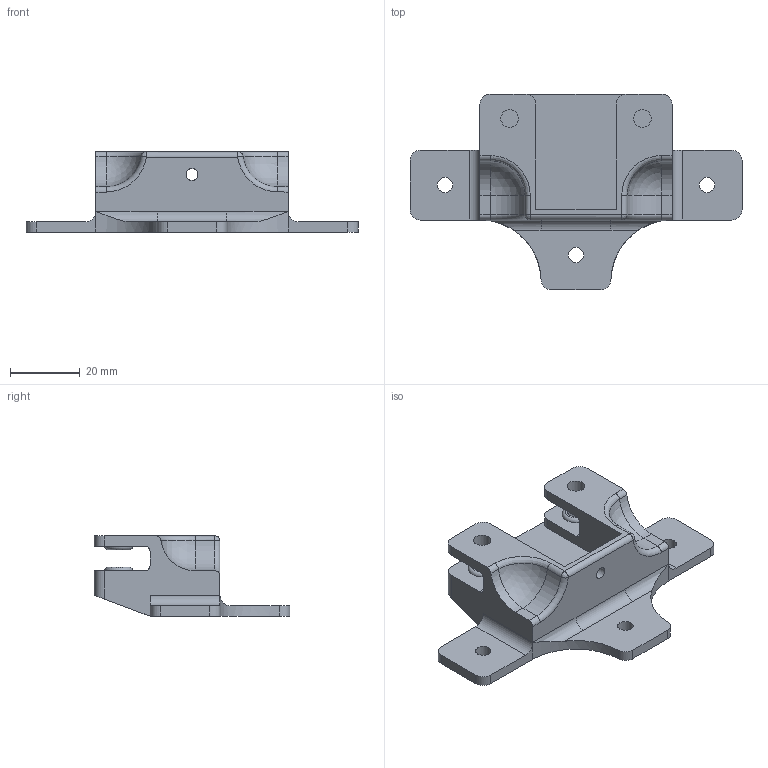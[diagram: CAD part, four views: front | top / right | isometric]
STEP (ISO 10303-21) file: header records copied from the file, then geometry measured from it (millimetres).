
FILE_DESCRIPTION(('FreeCAD Model'),'2;1');
FILE_NAME('Z_Belt_Tensioner.step','2018-09-09T11:31:45',('Author'),(''), 'Open CASCADE STEP processor 6.8','FreeCAD','Unknown');
FILE_SCHEMA(('AUTOMOTIVE_DESIGN_CC2 { 1 2 10303 214 -1 1 5 4 }'));
Length unit declared in the file: millimetre
Products named in the file (2): ASSEMBLY; Z_Belt_Tensioner001
Assembly tree (1 placements, depth 2):
  ASSEMBLY
    Z_Belt_Tensioner001
Bounding box: 95 x 56 x 23 mm (x, y, z)
Volume: 27825.1 mm3; surface area: 12300.3 mm2
Topology: 1 solids, 1 shells, 102 faces, 259 edges, 164 vertices
Faces by surface type: cylinder 42, plane 42, bspline 10, torus 6, sphere 2
Full cylindrical faces by diameter (mm): 3.4 x1, 4.4 x3, 5 x4, 8 x4
Entity records: 9520 total; most frequent: CARTESIAN_POINT 4526, DIRECTION 891, ORIENTED_EDGE 512, PCURVE 512, DEFINITIONAL_REPRESENTATION 512, LINE 498, VECTOR 498, EDGE_CURVE 256
